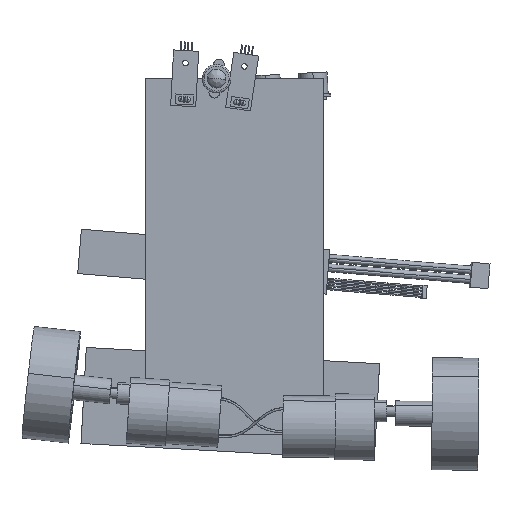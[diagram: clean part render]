
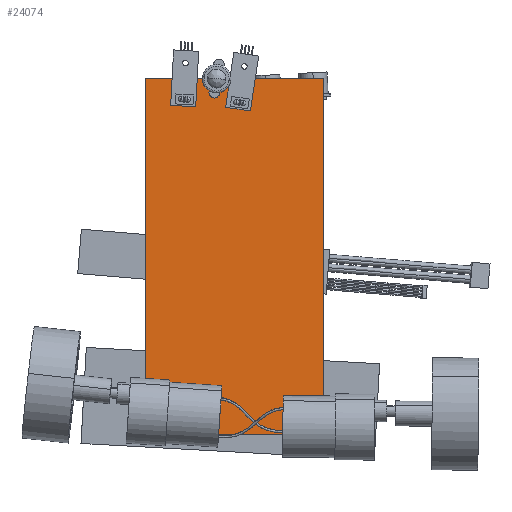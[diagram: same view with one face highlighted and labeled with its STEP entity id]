
A CAD part, front view. The second image highlights one B-rep face of the part: STEP entity #24074.
In plain terms, the highlighted planar face has unit normal (0, -1, 0).
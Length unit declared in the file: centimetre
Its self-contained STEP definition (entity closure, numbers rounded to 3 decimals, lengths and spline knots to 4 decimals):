
#2883 = DIRECTION ( 'NONE',  ( 0., 0., -1. ) ) ;
#4894 = VERTEX_POINT ( 'NONE', #26869 ) ;
#5018 = VECTOR ( 'NONE', #8063, 100. ) ;
#6111 = VECTOR ( 'NONE', #23679, 100. ) ;
#6457 = EDGE_CURVE ( 'NONE', #7280, #4894, #19486, .T. ) ;
#7280 = VERTEX_POINT ( 'NONE', #8483 ) ;
#8044 = DIRECTION ( 'NONE',  ( 0., -1., 0. ) ) ;
#8063 = DIRECTION ( 'NONE',  ( -1., 0., 0. ) ) ;
#8483 = CARTESIAN_POINT ( 'NONE',  ( -5., 0., -10. ) ) ;
#10403 = LINE ( 'NONE', #17936, #5018 ) ;
#12443 = VECTOR ( 'NONE', #15164, 100. ) ;
#12458 = ORIENTED_EDGE ( 'NONE', *, *, #27904, .F. ) ;
#13394 = FACE_OUTER_BOUND ( 'NONE', #28019, .T. ) ;
#15164 = DIRECTION ( 'NONE',  ( 1., 0., 0. ) ) ;
#16984 = CARTESIAN_POINT ( 'NONE',  ( -5., 0., 10. ) ) ;
#17936 = CARTESIAN_POINT ( 'NONE',  ( -5., 0., -10. ) ) ;
#18736 = PLANE ( 'NONE',  #19337 ) ;
#19337 = AXIS2_PLACEMENT_3D ( 'NONE', #20752, #8044, #2883 ) ;
#19486 = LINE ( 'NONE', #16984, #20165 ) ;
#19799 = CARTESIAN_POINT ( 'NONE',  ( 5., 0., 10. ) ) ;
#20165 = VECTOR ( 'NONE', #31826, 100. ) ;
#20702 = EDGE_CURVE ( 'NONE', #4894, #21127, #27671, .T. ) ;
#20752 = CARTESIAN_POINT ( 'NONE',  ( 0., 0., 0. ) ) ;
#21019 = CARTESIAN_POINT ( 'NONE',  ( 5., 0., 10. ) ) ;
#21127 = VERTEX_POINT ( 'NONE', #19799 ) ;
#23111 = ORIENTED_EDGE ( 'NONE', *, *, #20702, .F. ) ;
#23679 = DIRECTION ( 'NONE',  ( 0., 0., -1. ) ) ;
#24074 = ADVANCED_FACE ( 'NONE', ( #13394 ), #18736, .T. ) ;
#24523 = CARTESIAN_POINT ( 'NONE',  ( 5., 0., -10. ) ) ;
#24591 = VERTEX_POINT ( 'NONE', #24523 ) ;
#26869 = CARTESIAN_POINT ( 'NONE',  ( -5., 0., 10. ) ) ;
#27626 = EDGE_CURVE ( 'NONE', #24591, #7280, #10403, .T. ) ;
#27671 = LINE ( 'NONE', #30329, #12443 ) ;
#27904 = EDGE_CURVE ( 'NONE', #21127, #24591, #31001, .T. ) ;
#28019 = EDGE_LOOP ( 'NONE', ( #12458, #23111, #29070, #28440 ) ) ;
#28440 = ORIENTED_EDGE ( 'NONE', *, *, #27626, .F. ) ;
#29070 = ORIENTED_EDGE ( 'NONE', *, *, #6457, .F. ) ;
#30329 = CARTESIAN_POINT ( 'NONE',  ( -5., 0., 10. ) ) ;
#31001 = LINE ( 'NONE', #21019, #6111 ) ;
#31826 = DIRECTION ( 'NONE',  ( 0., 0., 1. ) ) ;
